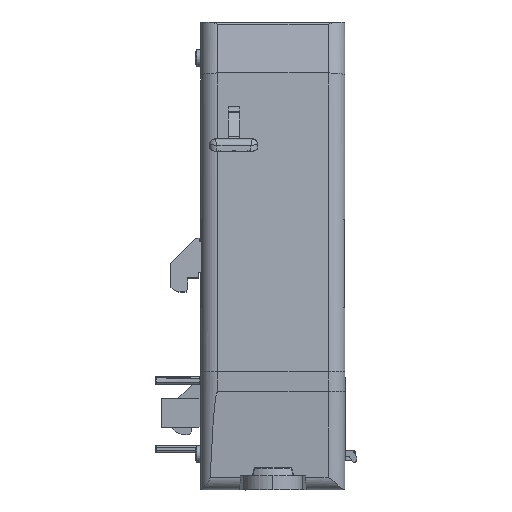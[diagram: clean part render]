
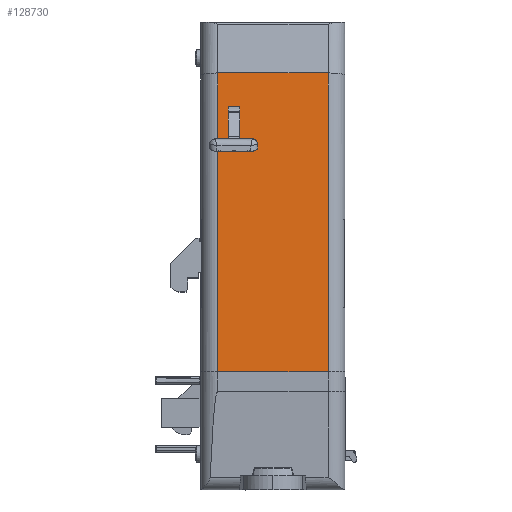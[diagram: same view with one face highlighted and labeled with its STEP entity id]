
A CAD part, front view. The second image highlights one B-rep face of the part: STEP entity #128730.
In plain terms, the highlighted planar face has unit normal (0, -0.999, 0.044).
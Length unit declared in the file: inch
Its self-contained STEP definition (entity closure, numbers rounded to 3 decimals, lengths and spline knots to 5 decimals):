
#159 = CARTESIAN_POINT ( 'NONE',  ( 0.5, -1.99846, 0.66455 ) ) ;
#1725 = DIRECTION ( 'NONE',  ( 0., 0.044, 0.999 ) ) ;
#2611 = EDGE_CURVE ( 'NONE', #162746, #117308, #47895, .T. ) ;
#5735 = ORIENTED_EDGE ( 'NONE', *, *, #91444, .T. ) ;
#11666 = EDGE_CURVE ( 'NONE', #134723, #107813, #14566, .T. ) ;
#12382 = EDGE_CURVE ( 'NONE', #100798, #107813, #110217, .T. ) ;
#14566 = LINE ( 'NONE', #42405, #99704 ) ;
#15434 = DIRECTION ( 'NONE',  ( 0., -0.044, -0.999 ) ) ;
#15654 = ORIENTED_EDGE ( 'NONE', *, *, #96848, .F. ) ;
#17681 = EDGE_CURVE ( 'NONE', #162746, #117589, #38872, .T. ) ;
#24815 = DIRECTION ( 'NONE',  ( -1., 0., 0. ) ) ;
#25395 = CARTESIAN_POINT ( 'NONE',  ( 0.38287, -2.09604, -1.57051 ) ) ;
#26239 = DIRECTION ( 'NONE',  ( -1., 0., 0. ) ) ;
#38872 = LINE ( 'NONE', #25395, #49386 ) ;
#40024 = DIRECTION ( 'NONE',  ( 0., 0.044, 0.999 ) ) ;
#42169 = FACE_OUTER_BOUND ( 'NONE', #49594, .T. ) ;
#42405 = CARTESIAN_POINT ( 'NONE',  ( -0.2317, -2.09604, -1.57051 ) ) ;
#42952 = AXIS2_PLACEMENT_3D ( 'NONE', #80863, #149087, #135617 ) ;
#44229 = VERTEX_POINT ( 'NONE', #174319 ) ;
#46180 = VERTEX_POINT ( 'NONE', #51329 ) ;
#47895 = LINE ( 'NONE', #159, #48593 ) ;
#48593 = VECTOR ( 'NONE', #26239, 39.37008 ) ;
#49386 = VECTOR ( 'NONE', #1725, 39.37008 ) ;
#49594 = EDGE_LOOP ( 'NONE', ( #115591, #100521, #70657, #5735 ) ) ;
#50610 = LINE ( 'NONE', #63197, #119445 ) ;
#51329 = CARTESIAN_POINT ( 'NONE',  ( -0.31046, -1.91795, 2.50855 ) ) ;
#51481 = DIRECTION ( 'NONE',  ( 0., -0.044, -0.999 ) ) ;
#53708 = CARTESIAN_POINT ( 'NONE',  ( 0.5, -1.92995, 2.23368 ) ) ;
#54389 = LINE ( 'NONE', #109155, #163477 ) ;
#63151 = VECTOR ( 'NONE', #24815, 39.37008 ) ;
#63197 = CARTESIAN_POINT ( 'NONE',  ( -0.38287, -1.99846, 0.66455 ) ) ;
#70657 = ORIENTED_EDGE ( 'NONE', *, *, #95689, .T. ) ;
#80863 = CARTESIAN_POINT ( 'NONE',  ( 0.5, -2.09604, -1.57051 ) ) ;
#83493 = FACE_BOUND ( 'NONE', #83854, .T. ) ;
#83854 = EDGE_LOOP ( 'NONE', ( #15654, #85447, #98196, #142802 ) ) ;
#85447 = ORIENTED_EDGE ( 'NONE', *, *, #11666, .T. ) ;
#87500 = CARTESIAN_POINT ( 'NONE',  ( -0.38287, -1.99846, 0.66455 ) ) ;
#91444 = EDGE_CURVE ( 'NONE', #44229, #117308, #50610, .T. ) ;
#95689 = EDGE_CURVE ( 'NONE', #117589, #44229, #168424, .T. ) ;
#95694 = CARTESIAN_POINT ( 'NONE',  ( -0.27108, -1.91795, 2.50855 ) ) ;
#96848 = EDGE_CURVE ( 'NONE', #134723, #46180, #161296, .T. ) ;
#98196 = ORIENTED_EDGE ( 'NONE', *, *, #12382, .F. ) ;
#99704 = VECTOR ( 'NONE', #15434, 39.37008 ) ;
#100521 = ORIENTED_EDGE ( 'NONE', *, *, #17681, .T. ) ;
#100798 = VERTEX_POINT ( 'NONE', #139067 ) ;
#102888 = DIRECTION ( 'NONE',  ( -1., 0., 0. ) ) ;
#107725 = CARTESIAN_POINT ( 'NONE',  ( -0.2317, -1.92995, 2.23368 ) ) ;
#107783 = PLANE ( 'NONE',  #42952 ) ;
#107813 = VERTEX_POINT ( 'NONE', #107725 ) ;
#109155 = CARTESIAN_POINT ( 'NONE',  ( -0.31046, -2.09604, -1.57051 ) ) ;
#110217 = LINE ( 'NONE', #53708, #175963 ) ;
#115591 = ORIENTED_EDGE ( 'NONE', *, *, #2611, .F. ) ;
#117308 = VERTEX_POINT ( 'NONE', #87500 ) ;
#117589 = VERTEX_POINT ( 'NONE', #166297 ) ;
#119445 = VECTOR ( 'NONE', #51481, 39.37008 ) ;
#128730 = ADVANCED_FACE ( 'NONE', ( #42169, #83493 ), #107783, .T. ) ;
#134723 = VERTEX_POINT ( 'NONE', #139977 ) ;
#135617 = DIRECTION ( 'NONE',  ( -1., 0., 0. ) ) ;
#139067 = CARTESIAN_POINT ( 'NONE',  ( -0.31046, -1.92995, 2.23368 ) ) ;
#139977 = CARTESIAN_POINT ( 'NONE',  ( -0.2317, -1.91795, 2.50855 ) ) ;
#141633 = CARTESIAN_POINT ( 'NONE',  ( 0.38287, -1.99846, 0.66455 ) ) ;
#142802 = ORIENTED_EDGE ( 'NONE', *, *, #159396, .T. ) ;
#149087 = DIRECTION ( 'NONE',  ( 0., -0.999, 0.044 ) ) ;
#156767 = CARTESIAN_POINT ( 'NONE',  ( 0.5, -1.90791, 2.73853 ) ) ;
#159396 = EDGE_CURVE ( 'NONE', #100798, #46180, #54389, .T. ) ;
#161296 = LINE ( 'NONE', #95694, #63151 ) ;
#162746 = VERTEX_POINT ( 'NONE', #141633 ) ;
#163477 = VECTOR ( 'NONE', #40024, 39.37008 ) ;
#164981 = DIRECTION ( 'NONE',  ( 1., 0., 0. ) ) ;
#166297 = CARTESIAN_POINT ( 'NONE',  ( 0.38287, -1.90791, 2.73853 ) ) ;
#168424 = LINE ( 'NONE', #156767, #174779 ) ;
#174319 = CARTESIAN_POINT ( 'NONE',  ( -0.38287, -1.90791, 2.73853 ) ) ;
#174779 = VECTOR ( 'NONE', #102888, 39.37008 ) ;
#175963 = VECTOR ( 'NONE', #164981, 39.37008 ) ;
